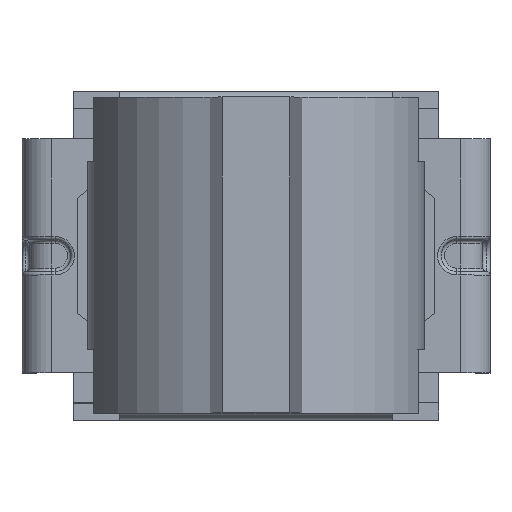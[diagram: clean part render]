
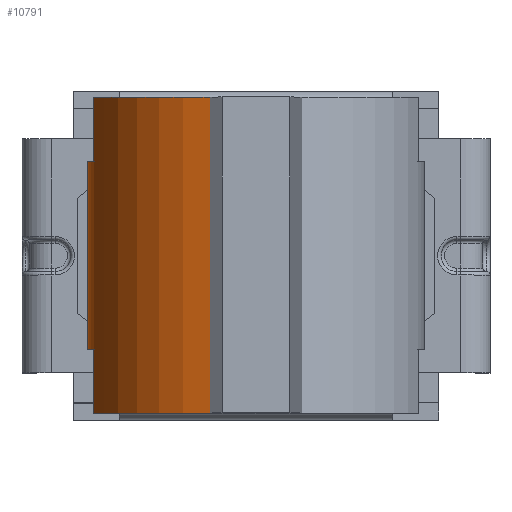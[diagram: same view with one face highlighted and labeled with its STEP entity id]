
A CAD part, top view. The second image highlights one B-rep face of the part: STEP entity #10791.
In plain terms, the highlighted cylindrical face has radius 5.84 mm (diameter 11.68 mm), a partial arc.
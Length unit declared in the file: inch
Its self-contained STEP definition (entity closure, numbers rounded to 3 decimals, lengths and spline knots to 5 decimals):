
#250=CYLINDRICAL_SURFACE('',#11756,0.22992);
#891=FACE_OUTER_BOUND('',#1516,.T.);
#1516=EDGE_LOOP('',(#9520,#9521,#9522,#9523,#9524,#9525,#9526,#9527));
#1868=CIRCLE('',#11750,0.22992);
#1873=CIRCLE('',#11757,0.22992);
#1874=CIRCLE('',#11758,0.22992);
#1875=CIRCLE('',#11759,0.22992);
#2949=LINE('',#17988,#4110);
#2957=LINE('',#18013,#4118);
#2958=LINE('',#18017,#4119);
#2959=LINE('',#18021,#4120);
#4110=VECTOR('',#14672,0.3937);
#4118=VECTOR('',#14696,0.3937);
#4119=VECTOR('',#14699,0.3937);
#4120=VECTOR('',#14702,0.3937);
#5094=VERTEX_POINT('',#17985);
#5095=VERTEX_POINT('',#17987);
#5096=VERTEX_POINT('',#17991);
#5104=VERTEX_POINT('',#18012);
#5105=VERTEX_POINT('',#18014);
#5106=VERTEX_POINT('',#18016);
#5107=VERTEX_POINT('',#18018);
#5108=VERTEX_POINT('',#18020);
#6586=EDGE_CURVE('',#5095,#5094,#2949,.T.);
#6589=EDGE_CURVE('',#5094,#5096,#1868,.T.);
#6599=EDGE_CURVE('',#5096,#5104,#2957,.T.);
#6600=EDGE_CURVE('',#5104,#5105,#1873,.T.);
#6601=EDGE_CURVE('',#5105,#5106,#2958,.T.);
#6602=EDGE_CURVE('',#5106,#5107,#1874,.T.);
#6603=EDGE_CURVE('',#5108,#5107,#2959,.T.);
#6604=EDGE_CURVE('',#5108,#5095,#1875,.T.);
#9520=ORIENTED_EDGE('',*,*,#6586,.T.);
#9521=ORIENTED_EDGE('',*,*,#6589,.T.);
#9522=ORIENTED_EDGE('',*,*,#6599,.T.);
#9523=ORIENTED_EDGE('',*,*,#6600,.T.);
#9524=ORIENTED_EDGE('',*,*,#6601,.T.);
#9525=ORIENTED_EDGE('',*,*,#6602,.T.);
#9526=ORIENTED_EDGE('',*,*,#6603,.F.);
#9527=ORIENTED_EDGE('',*,*,#6604,.T.);
#10791=ADVANCED_FACE('',(#891),#250,.T.);
#11750=AXIS2_PLACEMENT_3D('',#17993,#14677,#14678);
#11756=AXIS2_PLACEMENT_3D('',#18011,#14694,#14695);
#11757=AXIS2_PLACEMENT_3D('',#18015,#14697,#14698);
#11758=AXIS2_PLACEMENT_3D('',#18019,#14700,#14701);
#11759=AXIS2_PLACEMENT_3D('',#18022,#14703,#14704);
#14672=DIRECTION('',(0.,-1.,0.));
#14677=DIRECTION('center_axis',(0.,-1.,0.));
#14678=DIRECTION('ref_axis',(-0.272,0.,0.962));
#14694=DIRECTION('center_axis',(0.,-1.,0.));
#14695=DIRECTION('ref_axis',(-0.272,0.,0.962));
#14696=DIRECTION('',(0.,-1.,0.));
#14697=DIRECTION('center_axis',(0.,1.,0.));
#14698=DIRECTION('ref_axis',(-0.272,0.,0.962));
#14699=DIRECTION('',(0.,-1.,0.));
#14700=DIRECTION('center_axis',(0.,1.,0.));
#14701=DIRECTION('ref_axis',(-0.272,0.,0.962));
#14702=DIRECTION('',(0.,-1.,0.));
#14703=DIRECTION('center_axis',(0.,-1.,0.));
#14704=DIRECTION('ref_axis',(-0.272,0.,0.962));
#17985=CARTESIAN_POINT('',(-0.22178,0.12835,0.61339));
#17987=CARTESIAN_POINT('',(-0.22178,0.21594,0.61339));
#17988=CARTESIAN_POINT('',(-0.22178,0.,0.61339));
#17991=CARTESIAN_POINT('',(-0.22992,0.12835,0.55276));
#17993=CARTESIAN_POINT('Origin',(0.,0.12835,
0.55276));
#18011=CARTESIAN_POINT('Origin',(0.,0.,
0.55276));
#18012=CARTESIAN_POINT('',(-0.22992,-0.12835,0.55276));
#18013=CARTESIAN_POINT('',(-0.22992,0.,0.55276));
#18014=CARTESIAN_POINT('',(-0.22178,-0.12835,0.61339));
#18015=CARTESIAN_POINT('Origin',(0.,-0.12835,
0.55276));
#18016=CARTESIAN_POINT('',(-0.22178,-0.21594,0.61339));
#18017=CARTESIAN_POINT('',(-0.22178,0.,0.61339));
#18018=CARTESIAN_POINT('',(-0.0626,-0.21594,0.77399));
#18019=CARTESIAN_POINT('Origin',(0.,-0.21594,
0.55276));
#18020=CARTESIAN_POINT('',(-0.0626,0.21594,0.77399));
#18021=CARTESIAN_POINT('',(-0.0626,0.,0.77399));
#18022=CARTESIAN_POINT('Origin',(0.,0.21594,
0.55276));
